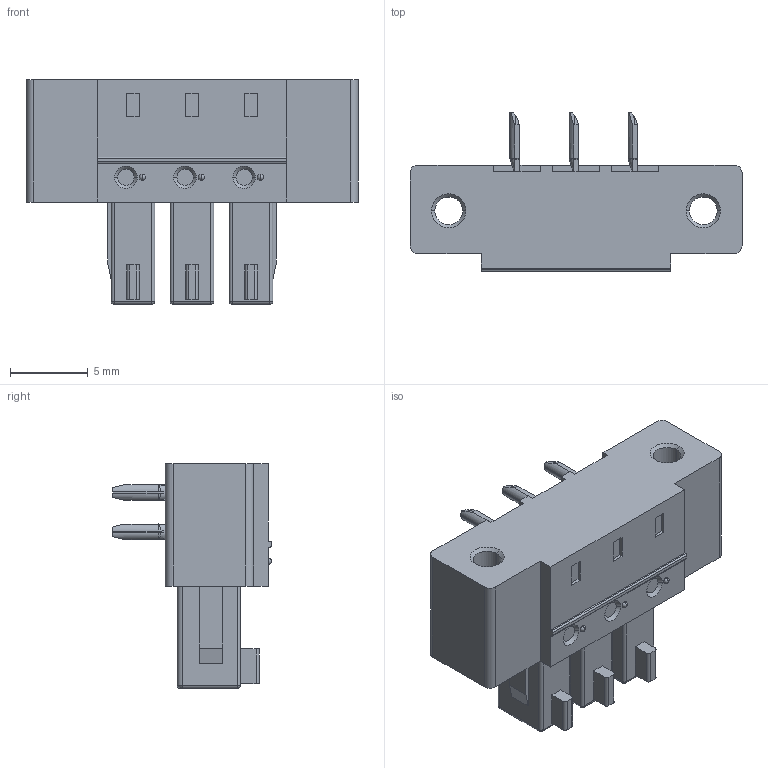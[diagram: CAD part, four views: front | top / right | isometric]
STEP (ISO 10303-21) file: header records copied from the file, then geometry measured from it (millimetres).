
FILE_DESCRIPTION((''),'2;1');
FILE_NAME('12','2016-10-10T',('QZY'),(''),'CREO PARAMETRIC BY PTC INC, 2014440','CREO PARAMETRIC BY PTC INC, 2014440','');
FILE_SCHEMA(('CONFIG_CONTROL_DESIGN'));
Length unit declared in the file: millimetre
Products named in the file (1): 12
Bounding box: 21.42 x 10.25 x 14.5 mm (x, y, z)
Volume: 1114.8 mm3; surface area: 1585.1 mm2
Topology: 1 solids, 1 shells, 1018 faces, 2986 edges, 1813 vertices
Faces by surface type: plane 613, cylinder 244, bspline 58, cone 52, sphere 36, torus 15
Entity records: 40648 total; most frequent: CARTESIAN_POINT 13951, ORIENTED_EDGE 5960, DIRECTION 5174, EDGE_CURVE 2980, VERTEX_POINT 1813, AXIS2_PLACEMENT_3D 1787, VECTOR 1600, LINE 1600
